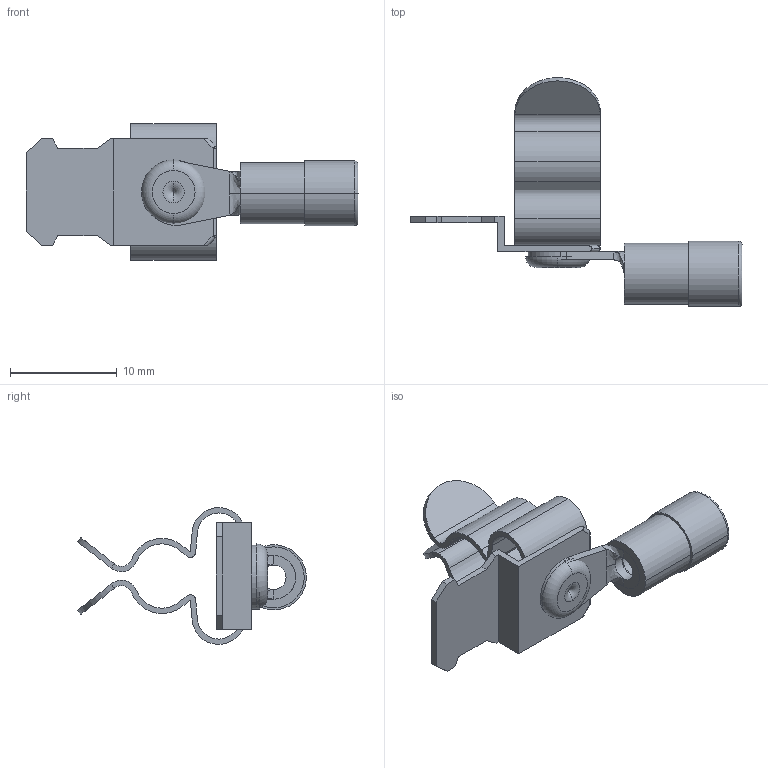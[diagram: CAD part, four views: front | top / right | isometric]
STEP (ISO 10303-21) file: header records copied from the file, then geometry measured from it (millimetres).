
FILE_DESCRIPTION (( 'STEP AP214' ), '1' );
FILE_NAME ('1016-122.STEP', '2024-09-12T13:04:23', ( '' ), ( '' ), 'SwSTEP 2.0', 'SolidWorks 2022', '' );
FILE_SCHEMA (( 'AUTOMOTIVE_DESIGN' ));
Length unit declared in the file: millimetre
Products named in the file (5): 1022-052 .; 8010-017; 1016-122; 3x1,5_2mm Blechstärke; 1010-002 Ohne Prägung
Assembly tree (4 placements, depth 2):
  1016-122
    8010-017
    1022-052 .
    3x1,5_2mm Blechstärke
    1010-002 Ohne Prägung
Bounding box: 31.06 x 21.4 x 12.8 mm (x, y, z)
Volume: 591.8 mm3; surface area: 2001.5 mm2
Topology: 5 solids, 5 shells, 321 faces, 842 edges, 550 vertices
Faces by surface type: plane 171, bspline 79, cylinder 62, torus 4, cone 3, sphere 2
Entity records: 16515 total; most frequent: CARTESIAN_POINT 5932, ORIENTED_EDGE 1664, DIRECTION 1312, EDGE_CURVE 832, VERTEX_POINT 550, VECTOR 526, LINE 526, AXIS2_PLACEMENT_3D 393
